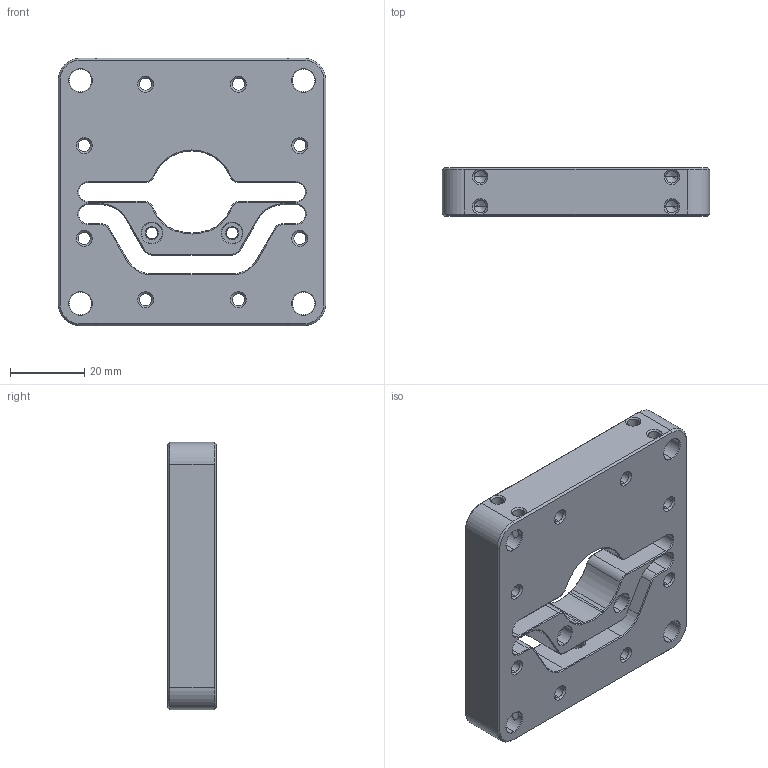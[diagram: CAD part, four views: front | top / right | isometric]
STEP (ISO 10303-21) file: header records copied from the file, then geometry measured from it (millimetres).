
FILE_DESCRIPTION (( 'STEP AP214' ), '1' );
FILE_NAME ('mesoS-13 - GALVO MOUNT (CATALOG MODEL).STEP', '2023-11-03T22:04:33', ( '' ), ( '' ), 'SwSTEP 2.0', 'SolidWorks 2023', '' );
FILE_SCHEMA (( 'AUTOMOTIVE_DESIGN' ));
Length unit declared in the file: inch
Products named in the file (1): mesoS-13 - GALVO MOUNT (CATALOG MODEL)
Bounding box: 72.01 x 13 x 72.01 mm (x, y, z)
Volume: 50754.1 mm3; surface area: 18516.3 mm2
Topology: 1 solids, 1 shells, 291 faces, 720 edges, 409 vertices
Faces by surface type: cone 154, cylinder 79, plane 58
Entity records: 9418 total; most frequent: CARTESIAN_POINT 2369, DIRECTION 1569, ORIENTED_EDGE 1408, EDGE_CURVE 704, AXIS2_PLACEMENT_3D 597, VERTEX_POINT 409, VECTOR 375, LINE 375
